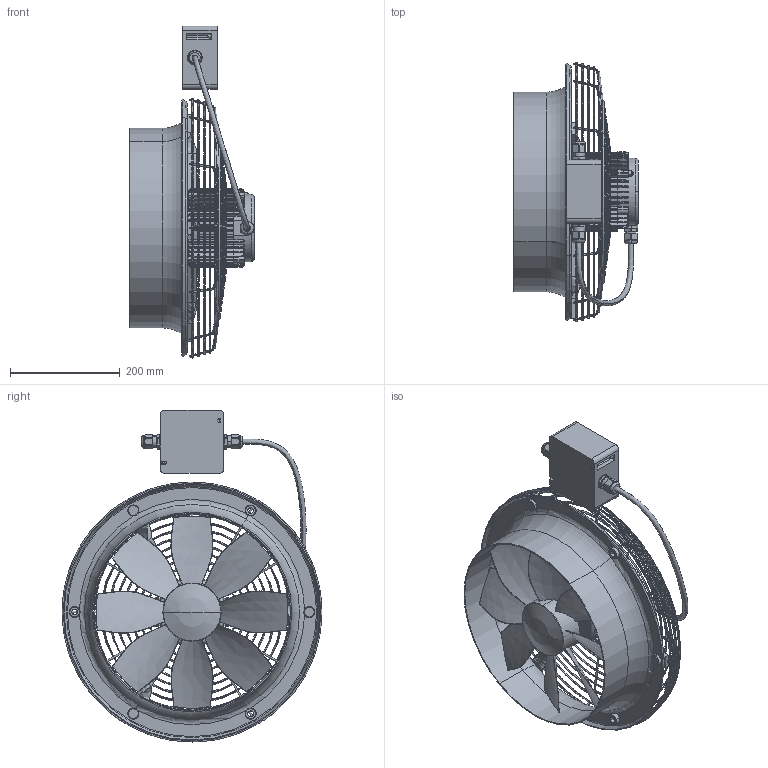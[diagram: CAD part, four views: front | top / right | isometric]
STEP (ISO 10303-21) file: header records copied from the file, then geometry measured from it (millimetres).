
FILE_DESCRIPTION(('Creo Elements/Direct Modeling STEP Export'),'2;1');
FILE_NAME('0094.0210_DZS_35_2_B_Ex_t.stp','2022-11-29T15:26:39',(''),(''),'PTC Creo Elements/Direct Modeling STEP processor for AP214 (Solid Model)','PTC Creo Elements/Direct Modeling 19.0C 15-Aug-2015 (C) Parametric Technology GmbH','');
FILE_SCHEMA(('AUTOMOTIVE_DESIGN { 1 0 10303 214 1 1 1 1 }'));
Length unit declared in the file: millimetre
Products named in the file (4): Klemmkasten; 0094.0210_DZS_35_2_B_Ex_t; Kabel
Assembly tree (3 placements, depth 2):
  0094.0210_DZS_35_2_B_Ex_t
    Kabel
    0094.0210_DZS_35_2_B_Ex_t
    Klemmkasten
Bounding box: 227.5 x 473.94 x 605.51 mm (x, y, z)
Volume: 3904342.4 mm3; surface area: 986836.3 mm2
Topology: 3 solids, 4 shells, 1508 faces, 4284 edges, 2682 vertices
Faces by surface type: plane 599, cone 311, bspline 214, cylinder 200, extrusion 84, torus 80, revolution 16, sphere 4
Entity records: 179344 total; most frequent: CARTESIAN_POINT 143286, ORIENTED_EDGE 8564, DIRECTION 4884, EDGE_CURVE 4282, VERTEX_POINT 2682, B_SPLINE_CURVE_WITH_KNOTS 1801, EDGE_LOOP 1776, AXIS2_PLACEMENT_3D 1631
